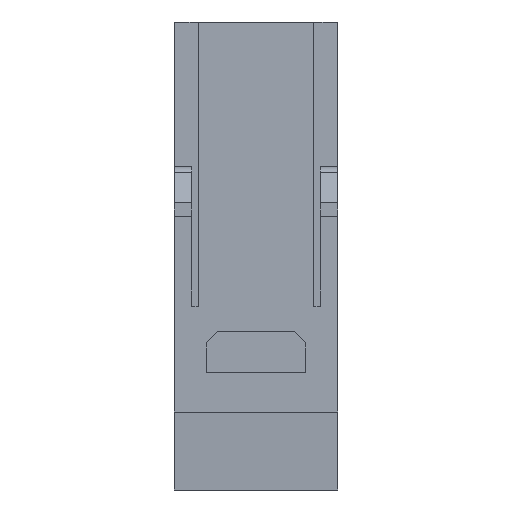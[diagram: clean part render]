
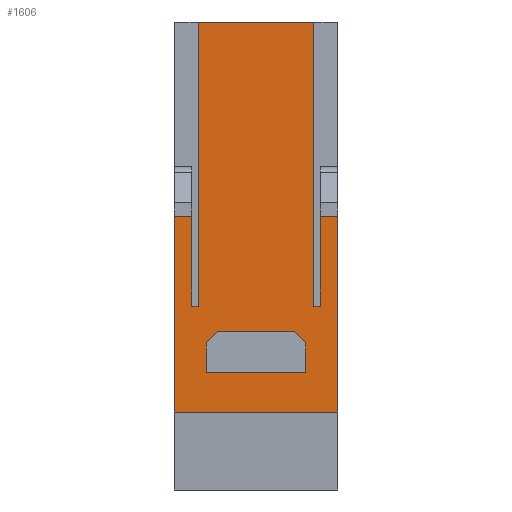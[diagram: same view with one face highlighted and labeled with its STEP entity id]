
A CAD part, front view. The second image highlights one B-rep face of the part: STEP entity #1606.
In plain terms, the highlighted planar face has unit normal (0, -1, 0).
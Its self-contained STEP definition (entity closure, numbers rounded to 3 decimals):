
#1606=ADVANCED_FACE('',(#2342,#2343),#2060,.F.);
#2060=PLANE('',#11961);
#2342=FACE_BOUND('',#2505,.T.);
#2343=FACE_BOUND('',#2506,.T.);
#2505=EDGE_LOOP('',(#3491,#3492,#3493,#3494,#3495,#3496));
#2506=EDGE_LOOP('',(#3497,#3498,#3499,#3500,#3501,#3502,#3503,#3504,#3505,
#3506,#3507,#3508));
#3491=ORIENTED_EDGE('',*,*,#6574,.F.);
#3492=ORIENTED_EDGE('',*,*,#6575,.T.);
#3493=ORIENTED_EDGE('',*,*,#6576,.T.);
#3494=ORIENTED_EDGE('',*,*,#6577,.T.);
#3495=ORIENTED_EDGE('',*,*,#6578,.F.);
#3496=ORIENTED_EDGE('',*,*,#6579,.T.);
#3497=ORIENTED_EDGE('',*,*,#6580,.T.);
#3498=ORIENTED_EDGE('',*,*,#6561,.F.);
#3499=ORIENTED_EDGE('',*,*,#6581,.T.);
#3500=ORIENTED_EDGE('',*,*,#6192,.T.);
#3501=ORIENTED_EDGE('',*,*,#6582,.F.);
#3502=ORIENTED_EDGE('',*,*,#6583,.F.);
#3503=ORIENTED_EDGE('',*,*,#6584,.F.);
#3504=ORIENTED_EDGE('',*,*,#6585,.T.);
#3505=ORIENTED_EDGE('',*,*,#6426,.F.);
#3506=ORIENTED_EDGE('',*,*,#6586,.F.);
#3507=ORIENTED_EDGE('',*,*,#6587,.F.);
#3508=ORIENTED_EDGE('',*,*,#6588,.T.);
#5388=VERTEX_POINT('',#15564);
#5389=VERTEX_POINT('',#15566);
#5594=VERTEX_POINT('',#16213);
#5595=VERTEX_POINT('',#16215);
#5714=VERTEX_POINT('',#16643);
#5715=VERTEX_POINT('',#16645);
#5725=VERTEX_POINT('',#16669);
#5726=VERTEX_POINT('',#16670);
#5727=VERTEX_POINT('',#16672);
#5728=VERTEX_POINT('',#16674);
#5729=VERTEX_POINT('',#16676);
#5730=VERTEX_POINT('',#16678);
#5731=VERTEX_POINT('',#16681);
#5732=VERTEX_POINT('',#16684);
#5733=VERTEX_POINT('',#16686);
#5734=VERTEX_POINT('',#16688);
#5735=VERTEX_POINT('',#16691);
#5736=VERTEX_POINT('',#16693);
#6192=EDGE_CURVE('',#5389,#5388,#9083,.T.);
#6426=EDGE_CURVE('',#5594,#5595,#9246,.T.);
#6561=EDGE_CURVE('',#5714,#5715,#9310,.T.);
#6574=EDGE_CURVE('',#5725,#5726,#9321,.T.);
#6575=EDGE_CURVE('',#5725,#5727,#9322,.T.);
#6576=EDGE_CURVE('',#5727,#5728,#9323,.T.);
#6577=EDGE_CURVE('',#5728,#5729,#9324,.T.);
#6578=EDGE_CURVE('',#5730,#5729,#9325,.T.);
#6579=EDGE_CURVE('',#5730,#5726,#9326,.T.);
#6580=EDGE_CURVE('',#5731,#5715,#9327,.T.);
#6581=EDGE_CURVE('',#5714,#5389,#9328,.T.);
#6582=EDGE_CURVE('',#5732,#5388,#9329,.T.);
#6583=EDGE_CURVE('',#5733,#5732,#9330,.T.);
#6584=EDGE_CURVE('',#5734,#5733,#9331,.T.);
#6585=EDGE_CURVE('',#5734,#5595,#9332,.T.);
#6586=EDGE_CURVE('',#5735,#5594,#9333,.T.);
#6587=EDGE_CURVE('',#5736,#5735,#9334,.T.);
#6588=EDGE_CURVE('',#5736,#5731,#9335,.T.);
#9083=LINE('',#15565,#10061);
#9246=LINE('',#16214,#10224);
#9310=LINE('',#16644,#10288);
#9321=LINE('',#16668,#10299);
#9322=LINE('',#16671,#10300);
#9323=LINE('',#16673,#10301);
#9324=LINE('',#16675,#10302);
#9325=LINE('',#16677,#10303);
#9326=LINE('',#16679,#10304);
#9327=LINE('',#16680,#10305);
#9328=LINE('',#16682,#10306);
#9329=LINE('',#16683,#10307);
#9330=LINE('',#16685,#10308);
#9331=LINE('',#16687,#10309);
#9332=LINE('',#16689,#10310);
#9333=LINE('',#16690,#10311);
#9334=LINE('',#16692,#10312);
#9335=LINE('',#16694,#10313);
#10061=VECTOR('',#12571,1.);
#10224=VECTOR('',#12822,1.);
#10288=VECTOR('',#12954,1.);
#10299=VECTOR('',#12971,1.);
#10300=VECTOR('',#12972,1.);
#10301=VECTOR('',#12973,1.);
#10302=VECTOR('',#12974,1.);
#10303=VECTOR('',#12975,1.);
#10304=VECTOR('',#12976,1.);
#10305=VECTOR('',#12977,1.);
#10306=VECTOR('',#12978,1.);
#10307=VECTOR('',#12979,1.);
#10308=VECTOR('',#12980,1.);
#10309=VECTOR('',#12981,1.);
#10310=VECTOR('',#12982,1.);
#10311=VECTOR('',#12983,1.);
#10312=VECTOR('',#12984,1.);
#10313=VECTOR('',#12985,1.);
#11961=AXIS2_PLACEMENT_3D('',#16695,#12986,#12987);
#12571=DIRECTION('',(0.,0.,1.));
#12822=DIRECTION('',(1.,0.,0.));
#12954=DIRECTION('',(0.,0.,1.));
#12971=DIRECTION('',(-1.,0.,0.));
#12972=DIRECTION('',(0.707,0.,-0.707));
#12973=DIRECTION('',(0.,0.,-1.));
#12974=DIRECTION('',(-1.,0.,0.));
#12975=DIRECTION('',(0.,0.,-1.));
#12976=DIRECTION('',(0.707,0.,0.707));
#12977=DIRECTION('',(-1.,0.,0.));
#12978=DIRECTION('',(1.,0.,0.));
#12979=DIRECTION('',(1.,0.,0.));
#12980=DIRECTION('',(0.,0.,1.));
#12981=DIRECTION('',(1.,0.,0.));
#12982=DIRECTION('',(0.,0.,1.));
#12983=DIRECTION('',(0.,0.,1.));
#12984=DIRECTION('',(1.,0.,0.));
#12985=DIRECTION('',(0.,0.,1.));
#12986=DIRECTION('',(0.,1.,0.));
#12987=DIRECTION('',(0.,0.,1.));
#15564=CARTESIAN_POINT('',(7.325,-15.15,14.371));
#15565=CARTESIAN_POINT('',(7.325,-15.15,31.45));
#15566=CARTESIAN_POINT('',(7.325,-15.15,-3.55));
#16213=CARTESIAN_POINT('',(-5.175,-15.15,31.45));
#16214=CARTESIAN_POINT('',(-7.325,-15.15,31.45));
#16215=CARTESIAN_POINT('',(5.175,-15.15,31.45));
#16643=CARTESIAN_POINT('',(-7.325,-15.15,-3.55));
#16644=CARTESIAN_POINT('',(-7.325,-15.15,31.45));
#16645=CARTESIAN_POINT('',(-7.325,-15.15,14.371));
#16668=CARTESIAN_POINT('',(4.475,-15.15,3.65));
#16669=CARTESIAN_POINT('',(3.475,-15.15,3.65));
#16670=CARTESIAN_POINT('',(-3.475,-15.15,3.65));
#16671=CARTESIAN_POINT('',(-15.825,-15.15,22.95));
#16672=CARTESIAN_POINT('',(4.475,-15.15,2.65));
#16673=CARTESIAN_POINT('',(4.475,-15.15,3.65));
#16674=CARTESIAN_POINT('',(4.475,-15.15,0.));
#16675=CARTESIAN_POINT('',(4.475,-15.15,0.));
#16676=CARTESIAN_POINT('',(-4.475,-15.15,0.));
#16677=CARTESIAN_POINT('',(-4.475,-15.15,3.65));
#16678=CARTESIAN_POINT('',(-4.475,-15.15,2.65));
#16679=CARTESIAN_POINT('',(8.5,-15.15,15.625));
#16680=CARTESIAN_POINT('',(-7.325,-15.15,14.371));
#16681=CARTESIAN_POINT('',(-5.775,-15.15,14.371));
#16682=CARTESIAN_POINT('',(7.325,-15.15,-3.55));
#16683=CARTESIAN_POINT('',(-7.325,-15.15,14.371));
#16684=CARTESIAN_POINT('',(5.775,-15.15,14.371));
#16685=CARTESIAN_POINT('',(5.775,-15.15,5.95));
#16686=CARTESIAN_POINT('',(5.775,-15.15,5.95));
#16687=CARTESIAN_POINT('',(5.175,-15.15,5.95));
#16688=CARTESIAN_POINT('',(5.175,-15.15,5.95));
#16689=CARTESIAN_POINT('',(5.175,-15.15,5.95));
#16690=CARTESIAN_POINT('',(-5.175,-15.15,5.95));
#16691=CARTESIAN_POINT('',(-5.175,-15.15,5.95));
#16692=CARTESIAN_POINT('',(-7.325,-15.15,5.95));
#16693=CARTESIAN_POINT('',(-5.775,-15.15,5.95));
#16694=CARTESIAN_POINT('',(-5.775,-15.15,5.95));
#16695=CARTESIAN_POINT('',(-7.325,-15.15,31.45));
